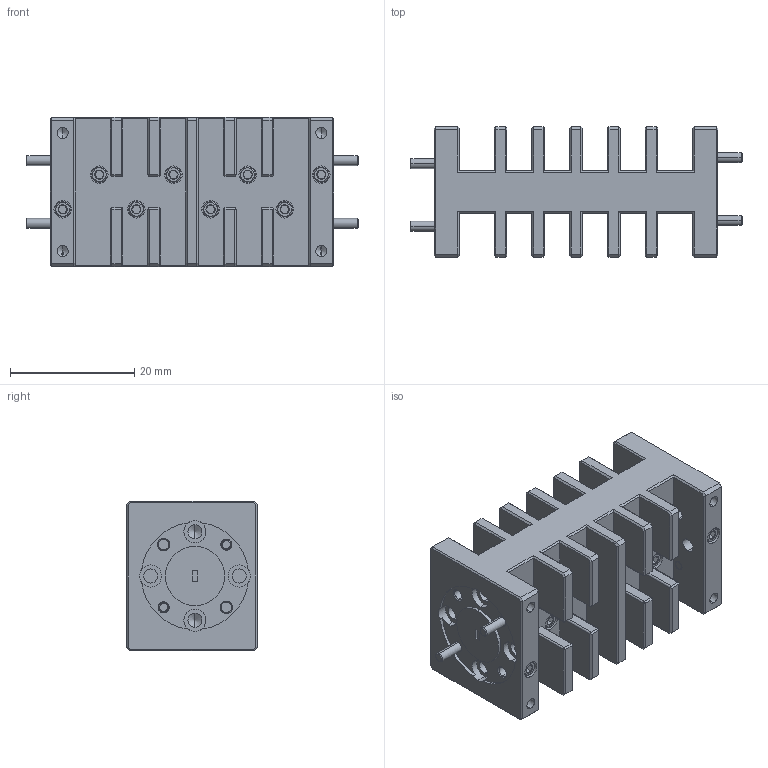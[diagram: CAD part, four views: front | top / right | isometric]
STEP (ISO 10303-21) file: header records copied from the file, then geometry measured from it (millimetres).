
FILE_DESCRIPTION (( 'STEP AP203' ), '1' );
FILE_NAME ('TA-FD-A-1.8.STEP', '2024-04-25T22:15:59', ( '' ), ( '' ), 'SwSTEP 2.0', 'SolidWorks 2021', '' );
FILE_SCHEMA (( 'CONFIG_CONTROL_DESIGN' ));
Length unit declared in the file: inch
Products named in the file (1): TA-FD-A-1.8
Bounding box: 53.47 x 21.06 x 24.13 mm (x, y, z)
Volume: 12649.4 mm3; surface area: 9399.8 mm2
Topology: 21 solids, 21 shells, 988 faces, 2140 edges, 1204 vertices
Faces by surface type: plane 512, cone 264, cylinder 212
Entity records: 26255 total; most frequent: CARTESIAN_POINT 4901, DIRECTION 4598, ORIENTED_EDGE 4168, EDGE_CURVE 2084, AXIS2_PLACEMENT_3D 1637, VECTOR 1324, LINE 1324, VERTEX_POINT 1204
